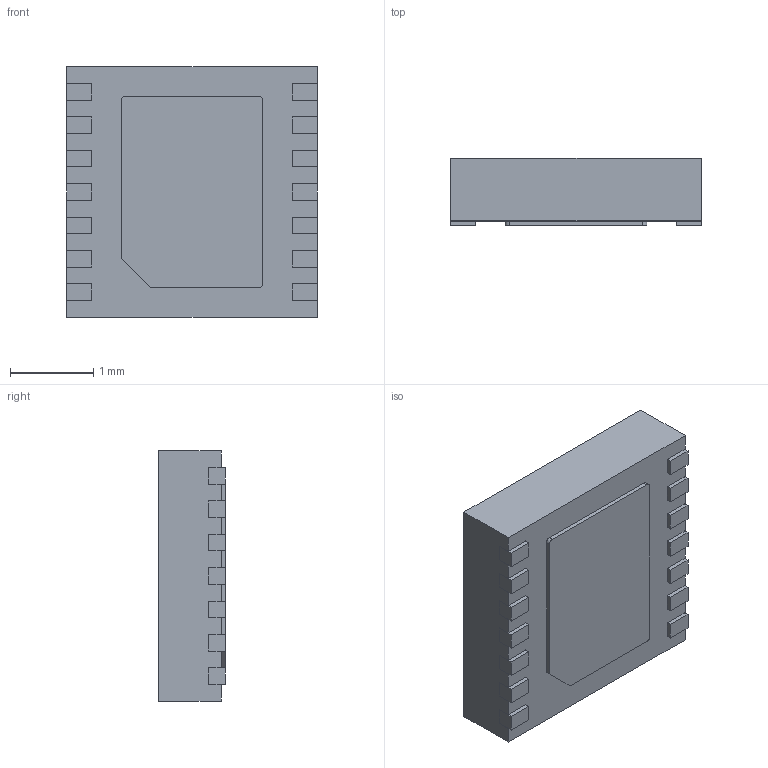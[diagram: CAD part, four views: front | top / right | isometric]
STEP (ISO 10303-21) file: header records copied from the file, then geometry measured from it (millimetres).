
FILE_DESCRIPTION (( 'STEP AP214' ), '1' );
FILE_NAME ('14 TDFN-EP_21-0137.STEP', '2023-12-07T08:01:26', ( 'LENOVO' ), ( '' ), 'SwSTEP 2.0', 'SolidWorks 2021', '' );
FILE_SCHEMA (( 'AUTOMOTIVE_DESIGN' ));
Length unit declared in the file: millimetre
Products named in the file (1): 14 TDFN-EP_21-0137
Bounding box: 3 x 0.8 x 3 mm (x, y, z)
Volume: 7 mm3; surface area: 43.4 mm2
Topology: 17 solids, 17 shells, 172 faces, 408 edges, 272 vertices
Faces by surface type: plane 162, cylinder 10
Entity records: 5050 total; most frequent: CARTESIAN_POINT 853, ORIENTED_EDGE 816, DIRECTION 774, EDGE_CURVE 408, VECTOR 388, LINE 388, VERTEX_POINT 272, AXIS2_PLACEMENT_3D 193
